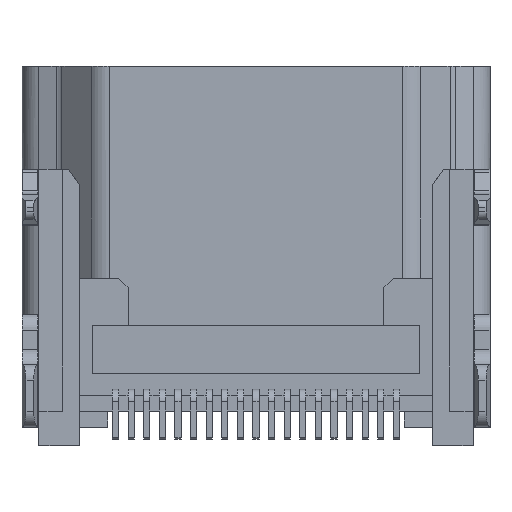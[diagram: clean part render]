
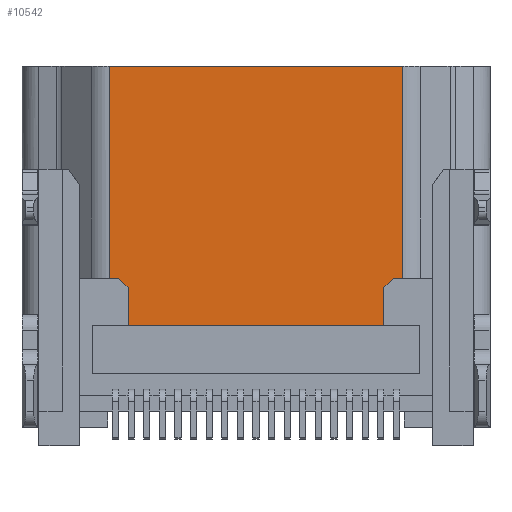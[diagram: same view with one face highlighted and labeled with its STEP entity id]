
A CAD part, top view. The second image highlights one B-rep face of the part: STEP entity #10542.
In plain terms, the highlighted planar face has unit normal (0, 0, 1).
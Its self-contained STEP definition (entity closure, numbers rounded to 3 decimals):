
#529=DIRECTION('',(0.,-1.,0.));
#530=VECTOR('',#529,6.8);
#531=CARTESIAN_POINT('',(-4.7,11.05,-0.63));
#532=LINE('',#531,#530);
#533=DIRECTION('',(1.,0.,0.));
#534=VECTOR('',#533,9.4);
#535=CARTESIAN_POINT('',(-4.7,11.05,-0.63));
#536=LINE('',#535,#534);
#537=DIRECTION('',(0.,-1.,0.));
#538=VECTOR('',#537,6.8);
#539=CARTESIAN_POINT('',(4.7,11.05,-0.63));
#540=LINE('',#539,#538);
#541=DIRECTION('',(-0.707,-0.707,0.));
#542=VECTOR('',#541,0.424);
#543=CARTESIAN_POINT('',(4.4,4.25,-0.63));
#544=LINE('',#543,#542);
#609=DIRECTION('',(-1.,0.,0.));
#610=VECTOR('',#609,8.2);
#611=CARTESIAN_POINT('',(4.1,2.75,-0.63));
#612=LINE('',#611,#610);
#3533=DIRECTION('',(-1.,0.,0.));
#3534=VECTOR('',#3533,0.3);
#3535=CARTESIAN_POINT('',(4.7,4.25,-0.63));
#3536=LINE('',#3535,#3534);
#3549=DIRECTION('',(-1.,0.,0.));
#3550=VECTOR('',#3549,0.3);
#3551=CARTESIAN_POINT('',(-4.4,4.25,-0.63));
#3552=LINE('',#3551,#3550);
#5497=DIRECTION('',(0.,1.,0.));
#5498=VECTOR('',#5497,1.2);
#5499=CARTESIAN_POINT('',(4.1,2.75,-0.63));
#5500=LINE('',#5499,#5498);
#5501=DIRECTION('',(0.707,-0.707,0.));
#5502=VECTOR('',#5501,0.424);
#5503=CARTESIAN_POINT('',(-4.4,4.25,-0.63));
#5504=LINE('',#5503,#5502);
#5505=DIRECTION('',(0.,-1.,0.));
#5506=VECTOR('',#5505,1.2);
#5507=CARTESIAN_POINT('',(-4.1,3.95,
-0.63));
#5508=LINE('',#5507,#5506);
#8953=CARTESIAN_POINT('',(-4.7,11.05,-0.63));
#8954=VERTEX_POINT('',#8953);
#8955=CARTESIAN_POINT('',(4.7,11.05,-0.63));
#8957=VERTEX_POINT('',#8955);
#9143=CARTESIAN_POINT('',(4.7,4.25,-0.63));
#9144=CARTESIAN_POINT('',(4.4,4.25,-0.63));
#9145=VERTEX_POINT('',#9143);
#9146=VERTEX_POINT('',#9144);
#9147=CARTESIAN_POINT('',(-4.4,4.25,-0.63));
#9148=CARTESIAN_POINT('',(-4.7,4.25,-0.63));
#9149=VERTEX_POINT('',#9147);
#9150=VERTEX_POINT('',#9148);
#9195=CARTESIAN_POINT('',(-4.1,3.95,
-0.63));
#9196=VERTEX_POINT('',#9195);
#9197=CARTESIAN_POINT('',(-4.1,2.75,-0.63));
#9198=VERTEX_POINT('',#9197);
#9199=CARTESIAN_POINT('',(4.1,2.75,-0.63));
#9200=CARTESIAN_POINT('',(4.1,3.95,
-0.63));
#9201=VERTEX_POINT('',#9199);
#9202=VERTEX_POINT('',#9200);
#10517=CARTESIAN_POINT('',(-4.7,11.05,-0.63));
#10518=DIRECTION('',(0.,0.,1.));
#10519=DIRECTION('',(1.,0.,0.));
#10520=AXIS2_PLACEMENT_3D('',#10517,#10518,#10519);
#10521=PLANE('',#10520);
#10522=ORIENTED_EDGE('',*,*,#9918,.T.);
#10524=ORIENTED_EDGE('',*,*,#10523,.T.);
#10526=ORIENTED_EDGE('',*,*,#10525,.T.);
#10528=ORIENTED_EDGE('',*,*,#10527,.T.);
#10530=ORIENTED_EDGE('',*,*,#10529,.F.);
#10532=ORIENTED_EDGE('',*,*,#10531,.T.);
#10534=ORIENTED_EDGE('',*,*,#10533,.F.);
#10536=ORIENTED_EDGE('',*,*,#10535,.F.);
#10538=ORIENTED_EDGE('',*,*,#10537,.T.);
#10539=ORIENTED_EDGE('',*,*,#10504,.F.);
#10540=EDGE_LOOP('',(#10522,#10524,#10526,#10528,#10530,#10532,#10534,#10536,
#10538,#10539));
#10541=FACE_OUTER_BOUND('',#10540,.F.);
#9918=EDGE_CURVE('',#8954,#8957,#536,.T.);
#10504=EDGE_CURVE('',#8954,#9150,#532,.T.);
#10523=EDGE_CURVE('',#8957,#9145,#540,.T.);
#10525=EDGE_CURVE('',#9145,#9146,#3536,.T.);
#10527=EDGE_CURVE('',#9146,#9202,#544,.T.);
#10529=EDGE_CURVE('',#9201,#9202,#5500,.T.);
#10531=EDGE_CURVE('',#9201,#9198,#612,.T.);
#10533=EDGE_CURVE('',#9196,#9198,#5508,.T.);
#10535=EDGE_CURVE('',#9149,#9196,#5504,.T.);
#10537=EDGE_CURVE('',#9149,#9150,#3552,.T.);
#10542=ADVANCED_FACE('',(#10541),#10521,.T.);
